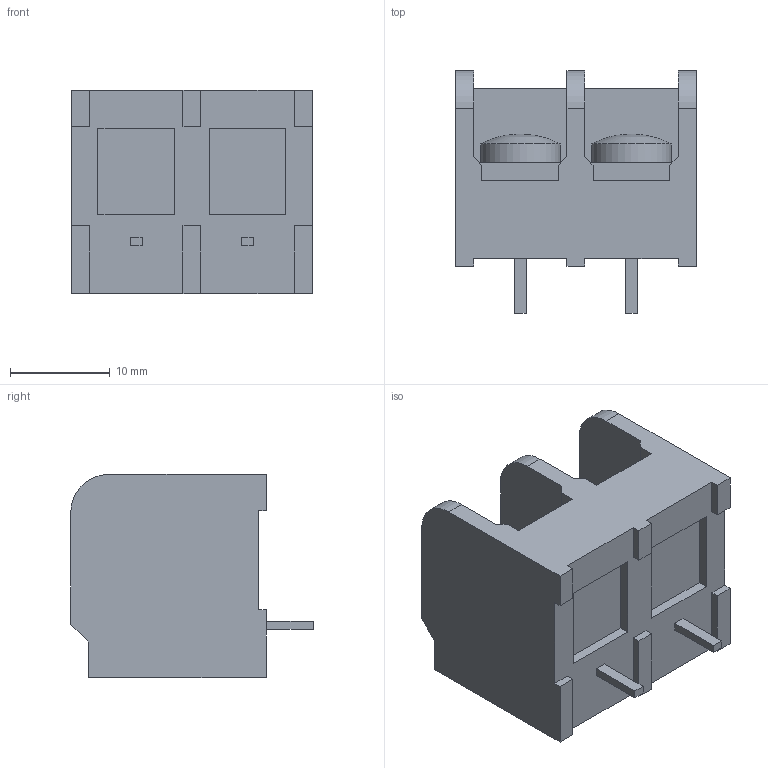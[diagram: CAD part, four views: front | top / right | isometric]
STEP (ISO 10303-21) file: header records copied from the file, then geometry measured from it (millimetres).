
FILE_DESCRIPTION((''),'2;1');
FILE_NAME('C-5-1437657-7','2009-10-14T',('workeradm'),(''),'PRO/ENGINEER BY PARAMETRIC TECHNOLOGY CORPORATION, 2008380','PRO/ENGINEER BY PARAMETRIC TECHNOLOGY CORPORATION, 2008380','');
FILE_SCHEMA(('AUTOMOTIVE_DESIGN { 1 0 10303 214 1 1 1 1 }'));
Length unit declared in the file: millimetre
Products named in the file (1): C-5-1437657-7
Bounding box: 24.08 x 24.26 x 20.32 mm (x, y, z)
Volume: 5982.7 mm3; surface area: 4134.2 mm2
Topology: 1 solids, 1 shells, 242 faces, 673 edges, 444 vertices
Faces by surface type: plane 201, cylinder 37, sphere 4
Entity records: 7663 total; most frequent: CARTESIAN_POINT 1356, ORIENTED_EDGE 1338, DIRECTION 1231, EDGE_CURVE 669, VECTOR 591, LINE 591, VERTEX_POINT 444, AXIS2_PLACEMENT_3D 320
